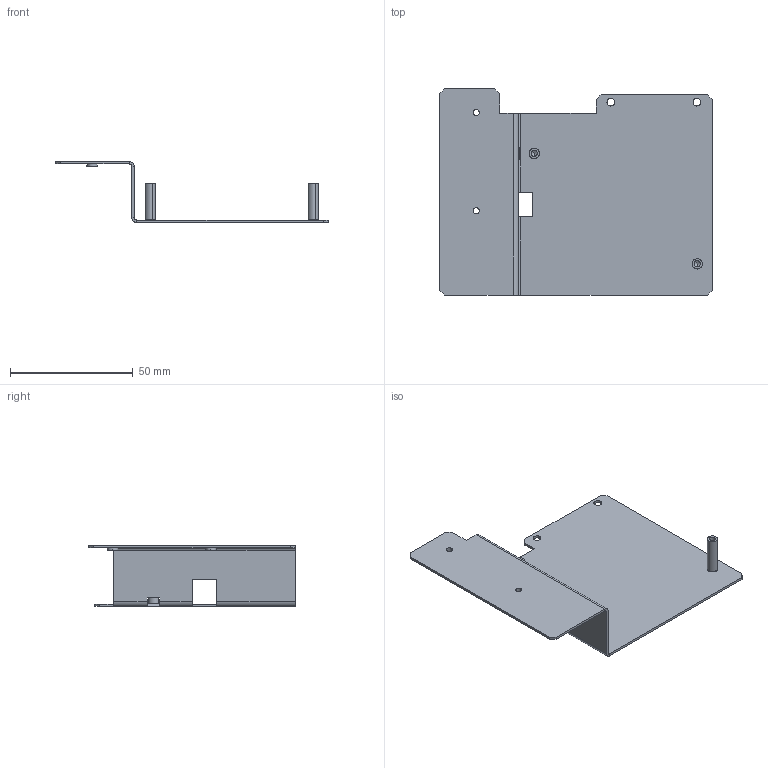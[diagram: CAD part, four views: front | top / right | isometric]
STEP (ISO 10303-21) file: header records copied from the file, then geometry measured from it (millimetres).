
FILE_DESCRIPTION (( 'STEP AP203' ), '1' );
FILE_NAME ('SL1-111-MA_v000 BLOWER DRZAK LIS.STEP', '2019-07-19T07:27:24', ( '' ), ( '' ), 'SwSTEP 2.0', 'SolidWorks 2017', '' );
FILE_SCHEMA (( 'CONFIG_CONTROL_DESIGN' ));
Length unit declared in the file: millimetre
Products named in the file (3): SL1-011-MA_v001 BLOWER DRZAK; CFBSOM3-16; SL1-111-MA_v000 BLOWER DRZAK LIS
Assembly tree (3 placements, depth 2):
  SL1-111-MA_v000 BLOWER DRZAK LIS
    SL1-011-MA_v001 BLOWER DRZAK
    CFBSOM3-16  x2
Bounding box: 111 x 84 x 24.8 mm (x, y, z)
Volume: 10569.2 mm3; surface area: 21819.8 mm2
Topology: 3 solids, 3 shells, 102 faces, 250 edges, 154 vertices
Faces by surface type: plane 64, cylinder 34, cone 4
Entity records: 2829 total; most frequent: DIRECTION 448, CARTESIAN_POINT 427, ORIENTED_EDGE 416, EDGE_CURVE 208, AXIS2_PLACEMENT_3D 150, VECTOR 148, LINE 148, VERTEX_POINT 129
